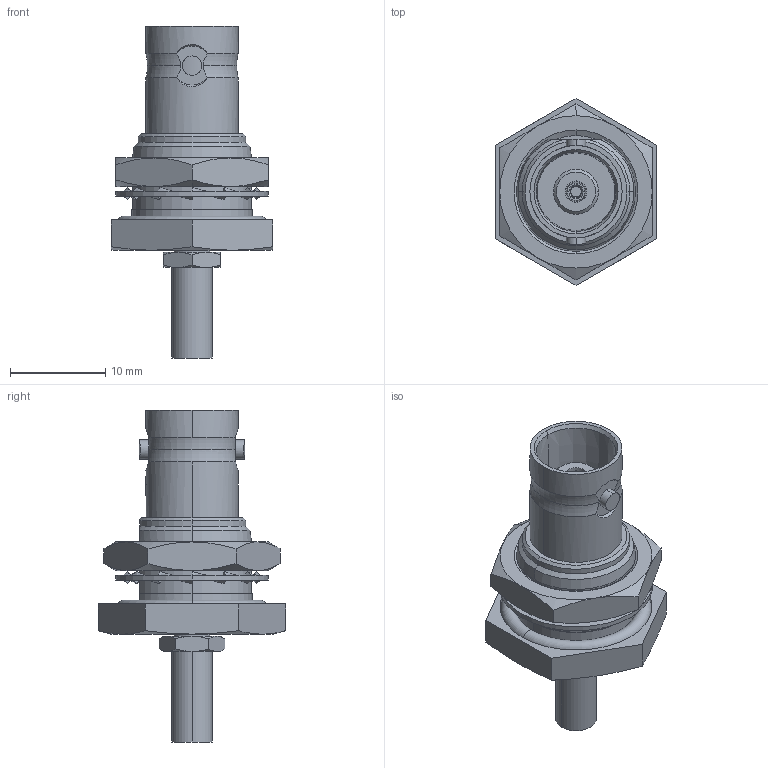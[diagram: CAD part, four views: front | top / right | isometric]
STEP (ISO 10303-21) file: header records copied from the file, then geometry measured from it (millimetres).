
FILE_DESCRIPTION (( 'STEP AP214' ), '1' );
FILE_NAME ('J01001C0045.STEP', '2012-09-14T11:13:05', ( 'markiewicz' ), ( '' ), 'SwSTEP 2.0', 'SolidWorks 2012', '' );
FILE_SCHEMA (( 'AUTOMOTIVE_DESIGN' ));
Length unit declared in the file: millimetre
Products named in the file (1): J01001C0045
Bounding box: 17 x 19.63 x 34.85 mm (x, y, z)
Volume: 2827.8 mm3; surface area: 2737.5 mm2
Topology: 3 solids, 3 shells, 275 faces, 694 edges, 445 vertices
Faces by surface type: plane 102, cone 62, cylinder 59, bspline 36, torus 16
Entity records: 12092 total; most frequent: CARTESIAN_POINT 2786, ORIENTED_EDGE 1388, DIRECTION 1181, EDGE_CURVE 694, VERTEX_POINT 445, AXIS2_PLACEMENT_3D 438, VECTOR 305, LINE 305
